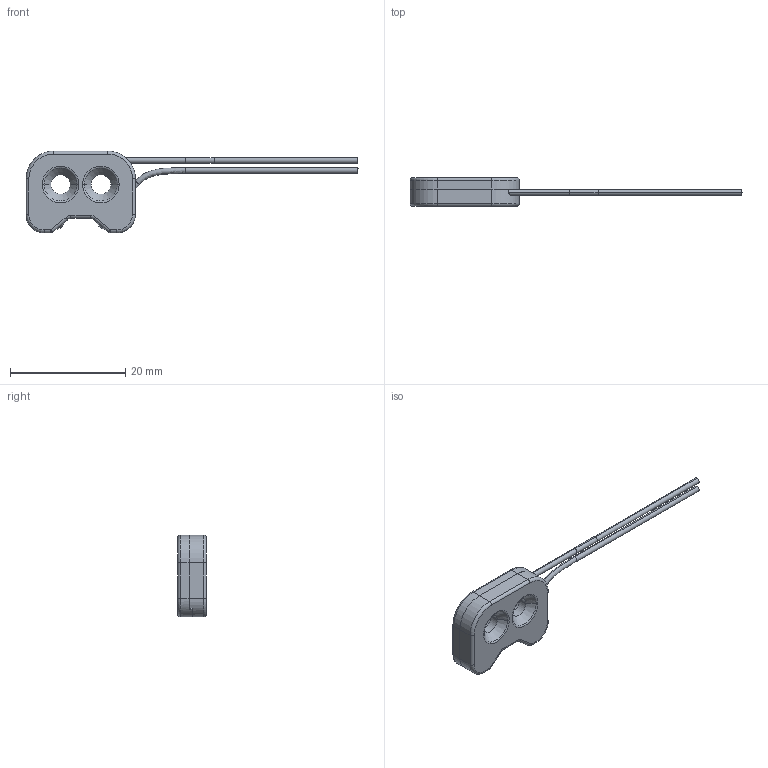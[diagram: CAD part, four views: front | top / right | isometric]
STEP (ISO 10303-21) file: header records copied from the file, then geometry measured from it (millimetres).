
FILE_DESCRIPTION((''),'2;1');
FILE_NAME('166391_ASM','2016-01-05T',('pdmadmin'),(''),'PRO/ENGINEER BY PARAMETRIC TECHNOLOGY CORPORATION, 2013230','PRO/ENGINEER BY PARAMETRIC TECHNOLOGY CORPORATION, 2013230','');
FILE_SCHEMA(('CONFIG_CONTROL_DESIGN'));
Products named in the file (7): 34666; 34668; 51076; 58146_AF5; 58146_AF4; 34667; 166391_ASM
Assembly tree (8 placements, depth 2):
  166391_ASM
    34666
    34668  x2
    51076  x2
    58146_AF5
    58146_AF4
    34667
Bounding box: 57.68 x 5 x 14.2 mm (x, y, z)
Volume: 978.8 mm3; surface area: 2158.8 mm2
Topology: 8 solids, 10 shells, 575 faces, 1466 edges, 911 vertices
Faces by surface type: plane 265, cylinder 190, torus 57, cone 24, sphere 19, bspline 16, revolution 4
Entity records: 17981 total; most frequent: CARTESIAN_POINT 4108, DIRECTION 2938, ORIENTED_EDGE 2852, EDGE_CURVE 1430, AXIS2_PLACEMENT_3D 1044, VERTEX_POINT 893, VECTOR 848, LINE 848
